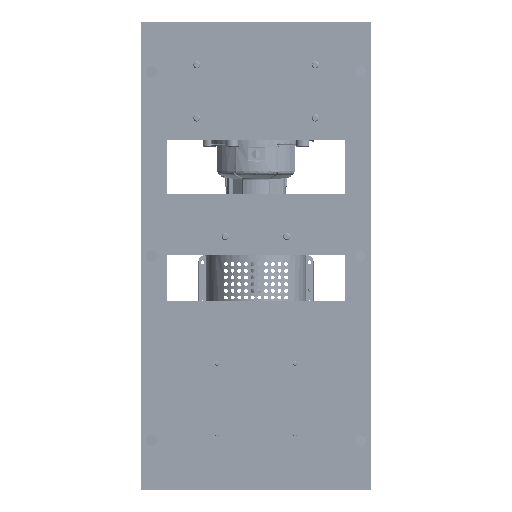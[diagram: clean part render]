
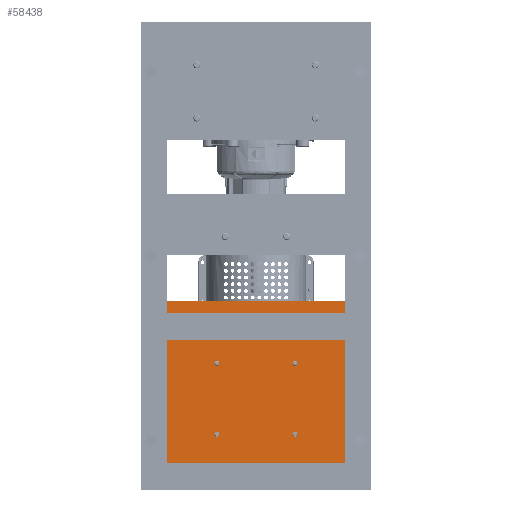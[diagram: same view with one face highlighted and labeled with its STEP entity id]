
A CAD part, front view. The second image highlights one B-rep face of the part: STEP entity #58438.
In plain terms, the highlighted planar face has unit normal (0, -1, 0).
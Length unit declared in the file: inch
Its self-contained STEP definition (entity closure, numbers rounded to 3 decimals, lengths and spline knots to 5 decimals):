
#5974 = CARTESIAN_POINT ( 'NONE',  ( 1.91, 0., 2.75 ) ) ;
#13476 = AXIS2_PLACEMENT_3D ( 'NONE', #81868, #143254, #136138 ) ;
#19208 = DIRECTION ( 'NONE',  ( 0., 0., 1. ) ) ;
#19911 = ORIENTED_EDGE ( 'NONE', *, *, #78840, .F. ) ;
#25541 = EDGE_CURVE ( 'NONE', #60817, #187583, #199745, .T. ) ;
#27797 = VECTOR ( 'NONE', #226461, 39.37008 ) ;
#32393 = DIRECTION ( 'NONE',  ( 0., 0., 1. ) ) ;
#32870 = CARTESIAN_POINT ( 'NONE',  ( 2.08, 0., -2.75 ) ) ;
#34654 = DIRECTION ( 'NONE',  ( 0., 0., 1. ) ) ;
#36889 = ORIENTED_EDGE ( 'NONE', *, *, #152058, .F. ) ;
#40380 = EDGE_CURVE ( 'NONE', #155825, #102563, #284317, .T. ) ;
#40669 = VERTEX_POINT ( 'NONE', #80185 ) ;
#44944 = DIRECTION ( 'NONE',  ( 0., -1., 0. ) ) ;
#47937 = VERTEX_POINT ( 'NONE', #206051 ) ;
#58438 = ADVANCED_FACE ( 'NONE', ( #329641, #334990, #60021, #170355, #248216 ), #163249, .F. ) ;
#58779 = DIRECTION ( 'NONE',  ( 0., -1., 0. ) ) ;
#60021 = FACE_BOUND ( 'NONE', #312407, .T. ) ;
#60817 = VERTEX_POINT ( 'NONE', #242397 ) ;
#61237 = CARTESIAN_POINT ( 'NONE',  ( -6.5, 0., 7.79 ) ) ;
#62002 = EDGE_LOOP ( 'NONE', ( #116980, #345000 ) ) ;
#64126 = DIRECTION ( 'NONE',  ( 0., 0., 1. ) ) ;
#64206 = AXIS2_PLACEMENT_3D ( 'NONE', #285980, #74200, #68858 ) ;
#68822 = CARTESIAN_POINT ( 'NONE',  ( 6.5, 0., -7.79 ) ) ;
#68858 = DIRECTION ( 'NONE',  ( 0., 0., 1. ) ) ;
#70512 = CARTESIAN_POINT ( 'NONE',  ( 2.08, 0., 2.75 ) ) ;
#74200 = DIRECTION ( 'NONE',  ( 0., -1., 0. ) ) ;
#77616 = DIRECTION ( 'NONE',  ( 0., 0., 1. ) ) ;
#78840 = EDGE_CURVE ( 'NONE', #102563, #47937, #251223, .T. ) ;
#80185 = CARTESIAN_POINT ( 'NONE',  ( 2.25, 0., 2.75 ) ) ;
#81868 = CARTESIAN_POINT ( 'NONE',  ( 0., 0., 0. ) ) ;
#82305 = AXIS2_PLACEMENT_3D ( 'NONE', #212737, #350234, #19208 ) ;
#96680 = ORIENTED_EDGE ( 'NONE', *, *, #197211, .F. ) ;
#101048 = DIRECTION ( 'NONE',  ( 0., 0., 1. ) ) ;
#102563 = VERTEX_POINT ( 'NONE', #178310 ) ;
#103935 = CARTESIAN_POINT ( 'NONE',  ( -3.09, 0., 2.75 ) ) ;
#116980 = ORIENTED_EDGE ( 'NONE', *, *, #25541, .F. ) ;
#121194 = CARTESIAN_POINT ( 'NONE',  ( -6.5, 0., -7.79 ) ) ;
#123020 = DIRECTION ( 'NONE',  ( 0., -1., 0. ) ) ;
#126554 = CIRCLE ( 'NONE', #190283, 0.17 ) ;
#129793 = VECTOR ( 'NONE', #224054, 39.37008 ) ;
#136051 = CARTESIAN_POINT ( 'NONE',  ( -6.5, 0., -7.79 ) ) ;
#136138 = DIRECTION ( 'NONE',  ( 0., 0., 1. ) ) ;
#138329 = AXIS2_PLACEMENT_3D ( 'NONE', #170884, #58779, #64126 ) ;
#140653 = ORIENTED_EDGE ( 'NONE', *, *, #270937, .F. ) ;
#143254 = DIRECTION ( 'NONE',  ( 0., 1., 0. ) ) ;
#152058 = EDGE_CURVE ( 'NONE', #351647, #40669, #334278, .T. ) ;
#155825 = VERTEX_POINT ( 'NONE', #136051 ) ;
#163249 = PLANE ( 'NONE',  #13476 ) ;
#164048 = EDGE_CURVE ( 'NONE', #317622, #245540, #244478, .T. ) ;
#168138 = CARTESIAN_POINT ( 'NONE',  ( -2.75, 0., 2.75 ) ) ;
#170279 = VERTEX_POINT ( 'NONE', #168138 ) ;
#170355 = FACE_BOUND ( 'NONE', #234939, .T. ) ;
#170405 = CARTESIAN_POINT ( 'NONE',  ( -6.5, 0., -7.79 ) ) ;
#170884 = CARTESIAN_POINT ( 'NONE',  ( 2.08, 0., -2.75 ) ) ;
#174793 = ORIENTED_EDGE ( 'NONE', *, *, #263556, .F. ) ;
#178310 = CARTESIAN_POINT ( 'NONE',  ( -6.5, 0., 7.79 ) ) ;
#182143 = ORIENTED_EDGE ( 'NONE', *, *, #276054, .F. ) ;
#187583 = VERTEX_POINT ( 'NONE', #319245 ) ;
#190283 = AXIS2_PLACEMENT_3D ( 'NONE', #247538, #325390, #77616 ) ;
#197211 = EDGE_CURVE ( 'NONE', #201136, #155825, #314716, .T. ) ;
#199745 = CIRCLE ( 'NONE', #326792, 0.17 ) ;
#201136 = VERTEX_POINT ( 'NONE', #68822 ) ;
#206051 = CARTESIAN_POINT ( 'NONE',  ( 6.5, 0., 7.79 ) ) ;
#207853 = ORIENTED_EDGE ( 'NONE', *, *, #232495, .F. ) ;
#212737 = CARTESIAN_POINT ( 'NONE',  ( 2.08, 0., 2.75 ) ) ;
#215934 = ORIENTED_EDGE ( 'NONE', *, *, #40380, .F. ) ;
#221276 = VERTEX_POINT ( 'NONE', #103935 ) ;
#224054 = DIRECTION ( 'NONE',  ( 1., 0., 0. ) ) ;
#226461 = DIRECTION ( 'NONE',  ( 0., 0., 1. ) ) ;
#232495 = EDGE_CURVE ( 'NONE', #47937, #201136, #307490, .T. ) ;
#234939 = EDGE_LOOP ( 'NONE', ( #36889, #182143 ) ) ;
#238179 = CIRCLE ( 'NONE', #82305, 0.17 ) ;
#242397 = CARTESIAN_POINT ( 'NONE',  ( 1.91, 0., -2.75 ) ) ;
#244478 = CIRCLE ( 'NONE', #290696, 0.17 ) ;
#245540 = VERTEX_POINT ( 'NONE', #324602 ) ;
#247538 = CARTESIAN_POINT ( 'NONE',  ( -2.92, 0., 2.75 ) ) ;
#248216 = FACE_OUTER_BOUND ( 'NONE', #351912, .T. ) ;
#249458 = EDGE_CURVE ( 'NONE', #221276, #170279, #126554, .T. ) ;
#251223 = LINE ( 'NONE', #61237, #129793 ) ;
#254864 = CARTESIAN_POINT ( 'NONE',  ( -2.92, 0., -2.75 ) ) ;
#262205 = DIRECTION ( 'NONE',  ( 0., 0., 1. ) ) ;
#262912 = VECTOR ( 'NONE', #334627, 39.37008 ) ;
#263556 = EDGE_CURVE ( 'NONE', #245540, #317622, #311612, .T. ) ;
#266336 = CIRCLE ( 'NONE', #64206, 0.17 ) ;
#267352 = EDGE_LOOP ( 'NONE', ( #174793, #294970 ) ) ;
#270937 = EDGE_CURVE ( 'NONE', #170279, #221276, #266336, .T. ) ;
#276054 = EDGE_CURVE ( 'NONE', #40669, #351647, #238179, .T. ) ;
#280211 = DIRECTION ( 'NONE',  ( 0., -1., 0. ) ) ;
#282210 = DIRECTION ( 'NONE',  ( -1., 0., 0. ) ) ;
#283909 = CARTESIAN_POINT ( 'NONE',  ( 6.5, 0., -7.79 ) ) ;
#284317 = LINE ( 'NONE', #170405, #27797 ) ;
#285980 = CARTESIAN_POINT ( 'NONE',  ( -2.92, 0., 2.75 ) ) ;
#290696 = AXIS2_PLACEMENT_3D ( 'NONE', #292787, #44944, #101048 ) ;
#292787 = CARTESIAN_POINT ( 'NONE',  ( -2.92, 0., -2.75 ) ) ;
#294231 = CIRCLE ( 'NONE', #138329, 0.17 ) ;
#294970 = ORIENTED_EDGE ( 'NONE', *, *, #164048, .F. ) ;
#307490 = LINE ( 'NONE', #283909, #262912 ) ;
#308737 = EDGE_CURVE ( 'NONE', #187583, #60817, #294231, .T. ) ;
#309655 = DIRECTION ( 'NONE',  ( 0., -1., 0. ) ) ;
#311612 = CIRCLE ( 'NONE', #334597, 0.17 ) ;
#311709 = VECTOR ( 'NONE', #282210, 39.37008 ) ;
#312407 = EDGE_LOOP ( 'NONE', ( #341623, #140653 ) ) ;
#314716 = LINE ( 'NONE', #121194, #311709 ) ;
#317622 = VERTEX_POINT ( 'NONE', #338187 ) ;
#319245 = CARTESIAN_POINT ( 'NONE',  ( 2.25, 0., -2.75 ) ) ;
#322654 = AXIS2_PLACEMENT_3D ( 'NONE', #70512, #123020, #262205 ) ;
#324602 = CARTESIAN_POINT ( 'NONE',  ( -3.09, 0., -2.75 ) ) ;
#325390 = DIRECTION ( 'NONE',  ( 0., -1., 0. ) ) ;
#326792 = AXIS2_PLACEMENT_3D ( 'NONE', #32870, #309655, #34654 ) ;
#329641 = FACE_BOUND ( 'NONE', #62002, .T. ) ;
#334278 = CIRCLE ( 'NONE', #322654, 0.17 ) ;
#334597 = AXIS2_PLACEMENT_3D ( 'NONE', #254864, #280211, #32393 ) ;
#334627 = DIRECTION ( 'NONE',  ( 0., 0., -1. ) ) ;
#334990 = FACE_BOUND ( 'NONE', #267352, .T. ) ;
#338187 = CARTESIAN_POINT ( 'NONE',  ( -2.75, 0., -2.75 ) ) ;
#341623 = ORIENTED_EDGE ( 'NONE', *, *, #249458, .F. ) ;
#345000 = ORIENTED_EDGE ( 'NONE', *, *, #308737, .F. ) ;
#350234 = DIRECTION ( 'NONE',  ( 0., -1., 0. ) ) ;
#351647 = VERTEX_POINT ( 'NONE', #5974 ) ;
#351912 = EDGE_LOOP ( 'NONE', ( #207853, #19911, #215934, #96680 ) ) ;
